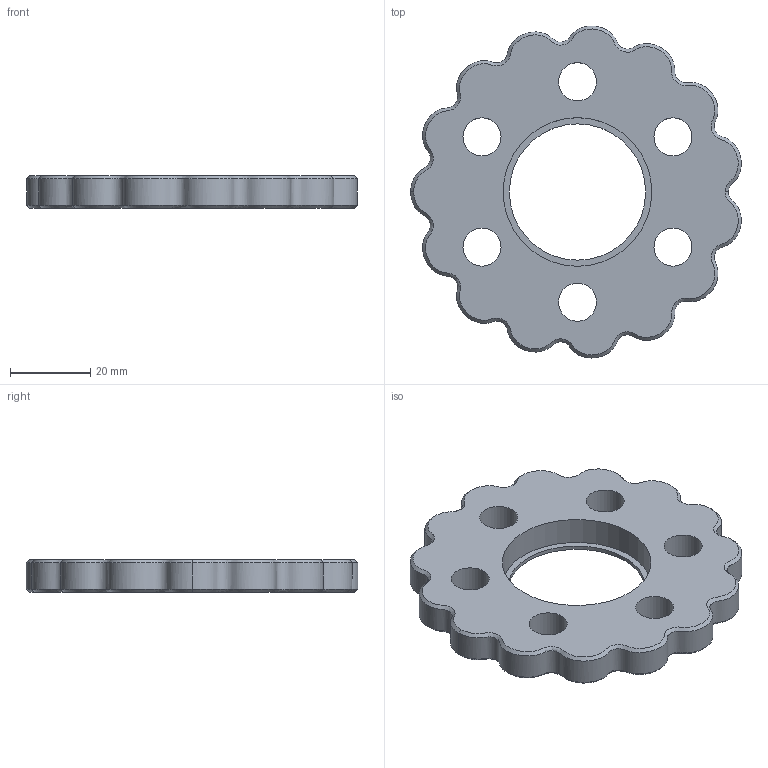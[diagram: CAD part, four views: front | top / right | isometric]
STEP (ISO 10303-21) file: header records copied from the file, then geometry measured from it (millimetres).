
FILE_DESCRIPTION(/* description */ (''),/* implementation_level */ '2;1');
FILE_NAME(/* name */ 'Cycloid_R42_Rr3_N16_E2 v15.step',/* time_stamp */ '2024-05-28T16:34:16+02:00',/* author */ (''),/* organization */ (''),/* preprocessor_version */ 'ST-DEVELOPER v20',/* originating_system */ 'Autodesk Translation Framework v13.14.0.145',/* authorisation */ '');
FILE_SCHEMA (('AUTOMOTIVE_DESIGN { 1 0 10303 214 3 1 1 }'));
Length unit declared in the file: millimetre
Products named in the file (1): Cycloid_R42_Rr3_N16_E2
Bounding box: 82.45 x 82.82 x 8 mm (x, y, z)
Volume: 25107.8 mm3; surface area: 11988.9 mm2
Topology: 1 solids, 1 shells, 17 faces, 38 edges, 24 vertices
Faces by surface type: cylinder 8, bspline 6, plane 3
Full cylindrical faces by diameter (mm): 9.5 x6, 34 x1, 37.1 x1
Entity records: 8372 total; most frequent: CARTESIAN_POINT 7942, ORIENTED_EDGE 76, DIRECTION 70, EDGE_CURVE 38, EDGE_LOOP 32, AXIS2_PLACEMENT_3D 28, VERTEX_POINT 24, FACE_OUTER_BOUND 17
